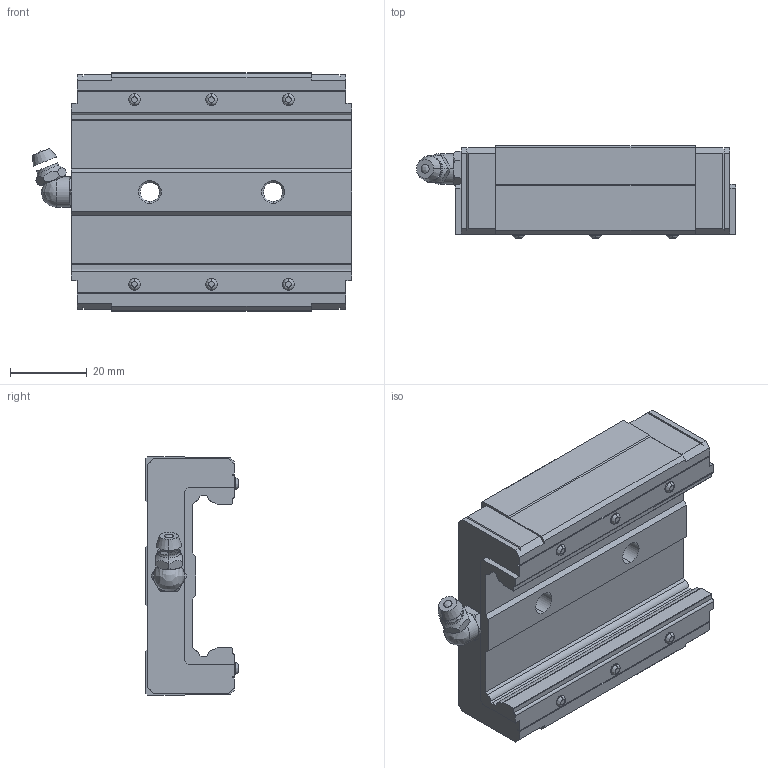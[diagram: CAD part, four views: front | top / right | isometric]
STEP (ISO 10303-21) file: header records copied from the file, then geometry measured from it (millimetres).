
FILE_DESCRIPTION (( 'STEP AP214' ), '1' );
FILE_NAME ('HRW27CRSS, Føringsvogn, Bondy.STEP', '2020-06-15T07:48:48', ( '' ), ( '' ), 'SwSTEP 2.0', 'SolidWorks 2020', '' );
FILE_SCHEMA (( 'AUTOMOTIVE_DESIGN' ));
Length unit declared in the file: millimetre
Products named in the file (3): _HRW-B-M6F_grease_nipple_joint; _HRW27CRSSB-M6F1 Slide17-60; HRW27CRSS, Føringsvogn, Bondy
Assembly tree (2 placements, depth 2):
  HRW27CRSS, Føringsvogn, Bondy
    _HRW27CRSSB-M6F1 Slide17-60
    _HRW-B-M6F_grease_nipple_joint
Bounding box: 82.9 x 24 x 62 mm (x, y, z)
Volume: 67354.2 mm3; surface area: 17801 mm2
Topology: 1 solids, 3 shells, 232 faces, 596 edges, 370 vertices
Faces by surface type: plane 127, cone 44, cylinder 43, bspline 18
Entity records: 7355 total; most frequent: CARTESIAN_POINT 1749, ORIENTED_EDGE 1160, DIRECTION 1123, EDGE_CURVE 582, LINE 399, VECTOR 399, VERTEX_POINT 370, AXIS2_PLACEMENT_3D 362
